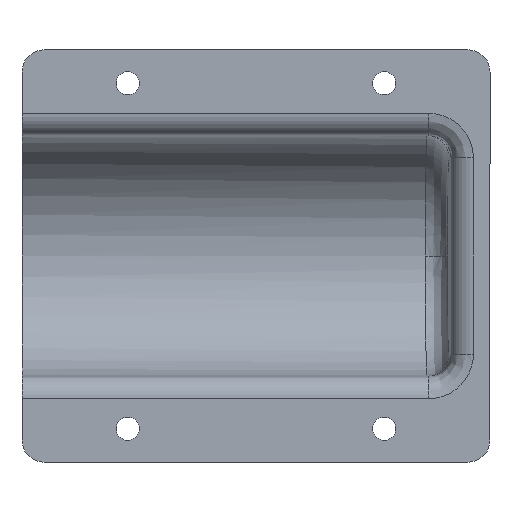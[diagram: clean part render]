
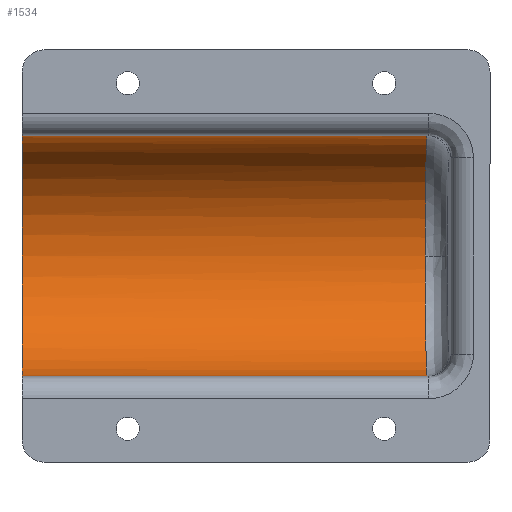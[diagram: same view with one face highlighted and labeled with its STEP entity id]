
A CAD part, front view. The second image highlights one B-rep face of the part: STEP entity #1534.
In plain terms, the highlighted cylindrical face has radius 34.29 mm (diameter 68.58 mm), a partial arc.
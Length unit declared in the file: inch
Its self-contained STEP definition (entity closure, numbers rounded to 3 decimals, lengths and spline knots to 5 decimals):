
#35 = ORIENTED_EDGE ( 'NONE', *, *, #1028, .T. ) ;
#39 = VERTEX_POINT ( 'NONE', #1614 ) ;
#90 = VECTOR ( 'NONE', #1471, 39.37008 ) ;
#127 = EDGE_CURVE ( 'NONE', #959, #1457, #813, .T. ) ;
#149 = CARTESIAN_POINT ( 'NONE',  ( 5.57012, 0., 1.35 ) ) ;
#197 = CARTESIAN_POINT ( 'NONE',  ( 6., 0., -1.35 ) ) ;
#224 = CARTESIAN_POINT ( 'NONE',  ( 5.55092, 1.35, -0.79081 ) ) ;
#288 = VECTOR ( 'NONE', #1678, 39.37008 ) ;
#405 = CARTESIAN_POINT ( 'NONE',  ( 5.57012, 0., 1.35 ) ) ;
#440 = LINE ( 'NONE', #930, #90 ) ;
#467 = CARTESIAN_POINT ( 'NONE',  ( 1.02694, 0., 0. ) ) ;
#478 = CARTESIAN_POINT ( 'NONE',  ( 5.55092, 1.35, 0. ) ) ;
#483 = EDGE_CURVE ( 'NONE', #1171, #39, #1508, .T. ) ;
#494 = DIRECTION ( 'NONE',  ( 1., 0., 0. ) ) ;
#619 = CARTESIAN_POINT ( 'NONE',  ( 1.02694, 0., -1.35 ) ) ;
#810 = CARTESIAN_POINT ( 'NONE',  ( 5.55092, 1.35, 0.79081 ) ) ;
#813 =( BOUNDED_CURVE ( )  B_SPLINE_CURVE ( 3, ( #1161, #1025, #224, #892 ),
 .UNSPECIFIED., .F., .F. ) 
 B_SPLINE_CURVE_WITH_KNOTS ( ( 4, 4 ),
 ( 4.71239, 6.28319 ),
 .UNSPECIFIED. ) 
 CURVE ( )  GEOMETRIC_REPRESENTATION_ITEM ( )  RATIONAL_B_SPLINE_CURVE ( ( 1., 0.805, 0.805, 1. ) ) 
 REPRESENTATION_ITEM ( '' )  );
#872 = EDGE_LOOP ( 'NONE', ( #902, #1351, #1328, #35, #1393 ) ) ;
#892 = CARTESIAN_POINT ( 'NONE',  ( 5.55092, 1.35, 0. ) ) ;
#902 = ORIENTED_EDGE ( 'NONE', *, *, #483, .F. ) ;
#920 = CYLINDRICAL_SURFACE ( 'NONE', #1717, 1.35 ) ;
#930 = CARTESIAN_POINT ( 'NONE',  ( 6., 0., 1.35 ) ) ;
#959 = VERTEX_POINT ( 'NONE', #1238 ) ;
#961 = FACE_OUTER_BOUND ( 'NONE', #872, .T. ) ;
#976 = EDGE_CURVE ( 'NONE', #959, #1171, #1320, .T. ) ;
#1025 = CARTESIAN_POINT ( 'NONE',  ( 5.55888, 0.79081, -1.35 ) ) ;
#1028 = EDGE_CURVE ( 'NONE', #1457, #1368, #1618, .T. ) ;
#1097 = EDGE_CURVE ( 'NONE', #1368, #39, #440, .T. ) ;
#1112 = AXIS2_PLACEMENT_3D ( 'NONE', #467, #494, #1288 ) ;
#1157 = CARTESIAN_POINT ( 'NONE',  ( 6., 0., 0. ) ) ;
#1161 = CARTESIAN_POINT ( 'NONE',  ( 5.57012, 0., -1.35 ) ) ;
#1171 = VERTEX_POINT ( 'NONE', #619 ) ;
#1238 = CARTESIAN_POINT ( 'NONE',  ( 5.57012, 0., -1.35 ) ) ;
#1286 = DIRECTION ( 'NONE',  ( 0., 0., 1. ) ) ;
#1288 = DIRECTION ( 'NONE',  ( 0., 0., -1. ) ) ;
#1320 = LINE ( 'NONE', #197, #288 ) ;
#1328 = ORIENTED_EDGE ( 'NONE', *, *, #127, .T. ) ;
#1347 = CARTESIAN_POINT ( 'NONE',  ( 5.55888, 0.79081, 1.35 ) ) ;
#1351 = ORIENTED_EDGE ( 'NONE', *, *, #976, .F. ) ;
#1368 = VERTEX_POINT ( 'NONE', #149 ) ;
#1393 = ORIENTED_EDGE ( 'NONE', *, *, #1097, .T. ) ;
#1457 = VERTEX_POINT ( 'NONE', #478 ) ;
#1471 = DIRECTION ( 'NONE',  ( -1., 0., 0. ) ) ;
#1487 = CARTESIAN_POINT ( 'NONE',  ( 5.55092, 1.35, 0. ) ) ;
#1508 = CIRCLE ( 'NONE', #1112, 1.35 ) ;
#1534 = ADVANCED_FACE ( 'NONE', ( #961 ), #920, .F. ) ;
#1575 = DIRECTION ( 'NONE',  ( -1., 0., 0. ) ) ;
#1614 = CARTESIAN_POINT ( 'NONE',  ( 1.02694, 0., 1.35 ) ) ;
#1618 =( BOUNDED_CURVE ( )  B_SPLINE_CURVE ( 3, ( #1487, #810, #1347, #405 ),
 .UNSPECIFIED., .F., .F. ) 
 B_SPLINE_CURVE_WITH_KNOTS ( ( 4, 4 ),
 ( 0., 1.5708 ),
 .UNSPECIFIED. ) 
 CURVE ( )  GEOMETRIC_REPRESENTATION_ITEM ( )  RATIONAL_B_SPLINE_CURVE ( ( 1., 0.805, 0.805, 1. ) ) 
 REPRESENTATION_ITEM ( '' )  );
#1678 = DIRECTION ( 'NONE',  ( -1., 0., 0. ) ) ;
#1717 = AXIS2_PLACEMENT_3D ( 'NONE', #1157, #1575, #1286 ) ;
